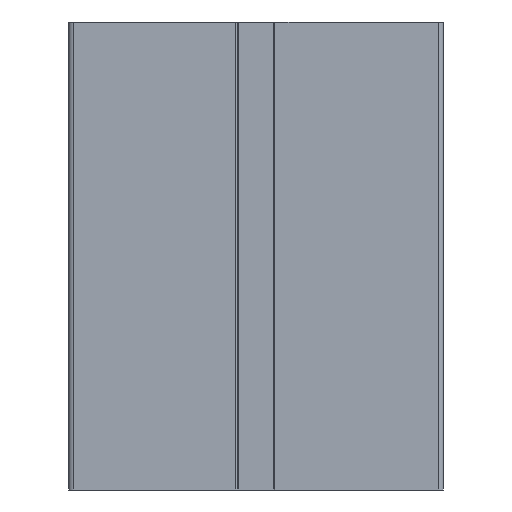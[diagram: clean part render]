
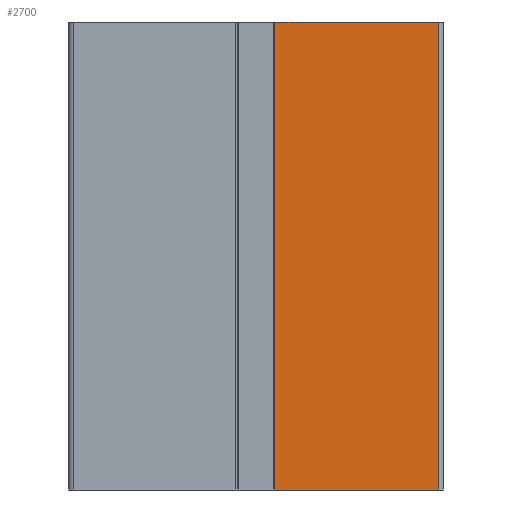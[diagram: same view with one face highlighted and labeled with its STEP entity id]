
A CAD part, front view. The second image highlights one B-rep face of the part: STEP entity #2700.
In plain terms, the highlighted planar face has unit normal (0, -1, 0).
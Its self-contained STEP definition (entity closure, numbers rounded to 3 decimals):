
#98 = DIRECTION ( 'NONE',  ( 0., 0., -1. ) ) ;
#549 = VERTEX_POINT ( 'NONE', #1243 ) ;
#637 = VECTOR ( 'NONE', #2673, 1000. ) ;
#769 = DIRECTION ( 'NONE',  ( 1., 0., 0. ) ) ;
#1101 = VECTOR ( 'NONE', #98, 1000. ) ;
#1243 = CARTESIAN_POINT ( 'NONE',  ( 7727.041, 3377.767, 0. ) ) ;
#1533 = LINE ( 'NONE', #6725, #637 ) ;
#2038 = CARTESIAN_POINT ( 'NONE',  ( 7761.991, 3377.767, 100. ) ) ;
#2229 = EDGE_LOOP ( 'NONE', ( #5685, #2344, #4161, #7882 ) ) ;
#2344 = ORIENTED_EDGE ( 'NONE', *, *, #6756, .F. ) ;
#2673 = DIRECTION ( 'NONE',  ( 0., 0., 1. ) ) ;
#2700 = ADVANCED_FACE ( 'NONE', ( #3970 ), #4661, .F. ) ;
#2849 = LINE ( 'NONE', #2038, #1101 ) ;
#3335 = CARTESIAN_POINT ( 'NONE',  ( 7727.041, 3377.767, 100. ) ) ;
#3430 = AXIS2_PLACEMENT_3D ( 'NONE', #4789, #5047, #7040 ) ;
#3772 = VERTEX_POINT ( 'NONE', #5003 ) ;
#3970 = FACE_OUTER_BOUND ( 'NONE', #2229, .T. ) ;
#4065 = CARTESIAN_POINT ( 'NONE',  ( 7727.041, 3377.767, 0. ) ) ;
#4161 = ORIENTED_EDGE ( 'NONE', *, *, #6741, .F. ) ;
#4661 = PLANE ( 'NONE',  #3430 ) ;
#4717 = DIRECTION ( 'NONE',  ( -1., 0., 0. ) ) ;
#4789 = CARTESIAN_POINT ( 'NONE',  ( 7727.041, 3377.767, 100. ) ) ;
#4835 = LINE ( 'NONE', #3335, #8438 ) ;
#5003 = CARTESIAN_POINT ( 'NONE',  ( 7727.041, 3377.767, 100. ) ) ;
#5047 = DIRECTION ( 'NONE',  ( 0., 1., 0. ) ) ;
#5108 = VERTEX_POINT ( 'NONE', #7039 ) ;
#5685 = ORIENTED_EDGE ( 'NONE', *, *, #6771, .F. ) ;
#6197 = VECTOR ( 'NONE', #4717, 1000. ) ;
#6725 = CARTESIAN_POINT ( 'NONE',  ( 7727.041, 3377.767, 100. ) ) ;
#6741 = EDGE_CURVE ( 'NONE', #549, #3772, #1533, .T. ) ;
#6756 = EDGE_CURVE ( 'NONE', #3772, #5108, #4835, .T. ) ;
#6771 = EDGE_CURVE ( 'NONE', #5108, #8706, #2849, .T. ) ;
#6774 = EDGE_CURVE ( 'NONE', #8706, #549, #8186, .T. ) ;
#7039 = CARTESIAN_POINT ( 'NONE',  ( 7761.991, 3377.767, 100. ) ) ;
#7040 = DIRECTION ( 'NONE',  ( 0., 0., 1. ) ) ;
#7882 = ORIENTED_EDGE ( 'NONE', *, *, #6774, .F. ) ;
#8131 = CARTESIAN_POINT ( 'NONE',  ( 7761.991, 3377.767, 0. ) ) ;
#8186 = LINE ( 'NONE', #4065, #6197 ) ;
#8438 = VECTOR ( 'NONE', #769, 1000. ) ;
#8706 = VERTEX_POINT ( 'NONE', #8131 ) ;
